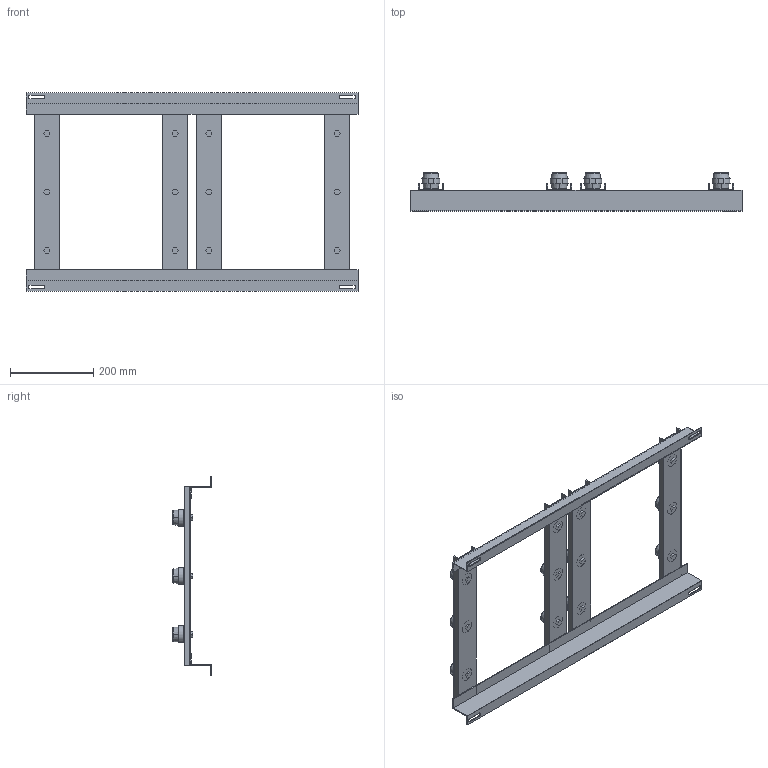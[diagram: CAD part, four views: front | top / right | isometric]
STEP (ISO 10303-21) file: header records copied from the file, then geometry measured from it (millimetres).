
FILE_DESCRIPTION (( 'STEP AP214' ), '1' );
FILE_NAME ('YKM60-R-4X8-36 Ðàìà øèííîãî ìîñòà 4õ8 ÙÎ.STEP', '2016-11-18T12:49:45', ( '' ), ( '' ), 'SwSTEP 2.0', 'SolidWorks 2014', '' );
FILE_SCHEMA (( 'AUTOMOTIVE_DESIGN' ));
Length unit declared in the file: millimetre
Products named in the file (1): YKM60-R-4X8-36 Ðàìà øèííîãî ìîñòà 4õ8 ÙÎ
Bounding box: 796 x 92 x 476 mm (x, y, z)
Volume: 1172491 mm3; surface area: 673185.6 mm2
Topology: 1 solids, 1 shells, 432 faces, 1060 edges, 660 vertices
Faces by surface type: plane 228, cone 96, cylinder 60, bspline 48
Entity records: 13046 total; most frequent: CARTESIAN_POINT 2993, ORIENTED_EDGE 2072, DIRECTION 2070, EDGE_CURVE 1036, AXIS2_PLACEMENT_3D 697, LINE 676, VECTOR 676, VERTEX_POINT 660
